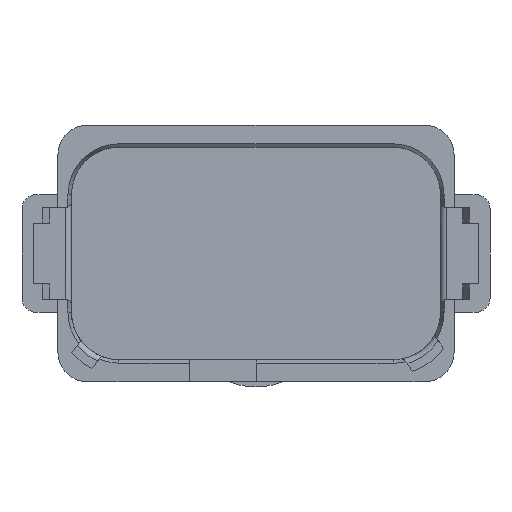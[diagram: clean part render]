
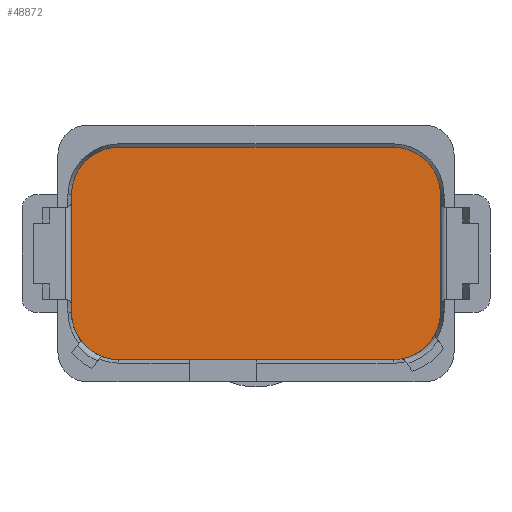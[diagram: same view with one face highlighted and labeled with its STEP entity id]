
A CAD part, front view. The second image highlights one B-rep face of the part: STEP entity #48872.
In plain terms, the highlighted planar face has unit normal (0, -1, 0).
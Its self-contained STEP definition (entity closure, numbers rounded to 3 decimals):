
#17378=CARTESIAN_POINT('',(-11.85,24.5,-5.075));
#17379=DIRECTION('',(0.,-1.,0.));
#17380=DIRECTION('',(-1.,0.,0.));
#17381=AXIS2_PLACEMENT_3D('',#17378,#17379,#17380);
#17383=DIRECTION('',(0.,0.,-1.));
#17384=VECTOR('',#17383,10.15);
#17385=CARTESIAN_POINT('',(-15.95,24.5,5.075));
#17386=LINE('',#17385,#17384);
#17387=CARTESIAN_POINT('',(-11.85,24.5,5.075));
#17388=DIRECTION('',(0.,-1.,0.));
#17389=DIRECTION('',(0.,0.,1.));
#17390=AXIS2_PLACEMENT_3D('',#17387,#17388,#17389);
#17392=DIRECTION('',(-1.,0.,0.));
#17393=VECTOR('',#17392,23.7);
#17394=CARTESIAN_POINT('',(11.85,24.5,9.175));
#17395=LINE('',#17394,#17393);
#17396=CARTESIAN_POINT('',(11.85,24.5,5.075));
#17397=DIRECTION('',(0.,-1.,0.));
#17398=DIRECTION('',(1.,0.,0.));
#17399=AXIS2_PLACEMENT_3D('',#17396,#17397,#17398);
#17401=DIRECTION('',(0.,0.,1.));
#17402=VECTOR('',#17401,10.15);
#17403=CARTESIAN_POINT('',(15.95,24.5,-5.075));
#17404=LINE('',#17403,#17402);
#17405=CARTESIAN_POINT('',(11.85,24.5,-5.075));
#17406=DIRECTION('',(0.,-1.,0.));
#17407=DIRECTION('',(0.,0.,-1.));
#17408=AXIS2_PLACEMENT_3D('',#17405,#17406,#17407);
#17410=DIRECTION('',(1.,0.,0.));
#17411=VECTOR('',#17410,23.7);
#17412=CARTESIAN_POINT('',(-11.85,24.5,-9.175));
#17413=LINE('',#17412,#17411);
#18738=CARTESIAN_POINT('',(-15.95,24.5,-5.075));
#18739=CARTESIAN_POINT('',(-11.85,24.5,-9.175));
#18740=VERTEX_POINT('',#18738);
#18741=VERTEX_POINT('',#18739);
#18742=CARTESIAN_POINT('',(11.85,24.5,-9.175));
#18743=CARTESIAN_POINT('',(15.95,24.5,-5.075));
#18744=VERTEX_POINT('',#18742);
#18745=VERTEX_POINT('',#18743);
#18746=CARTESIAN_POINT('',(15.95,24.5,5.075));
#18747=CARTESIAN_POINT('',(11.85,24.5,9.175));
#18748=VERTEX_POINT('',#18746);
#18749=VERTEX_POINT('',#18747);
#18750=CARTESIAN_POINT('',(-11.85,24.5,9.175));
#18751=CARTESIAN_POINT('',(-15.95,24.5,5.075));
#18752=VERTEX_POINT('',#18750);
#18753=VERTEX_POINT('',#18751);
#48851=CARTESIAN_POINT('',(0.,24.5,0.));
#48852=DIRECTION('',(0.,-1.,0.));
#48853=DIRECTION('',(-1.,0.,0.));
#48854=AXIS2_PLACEMENT_3D('',#48851,#48852,#48853);
#48855=PLANE('',#48854);
#48856=ORIENTED_EDGE('',*,*,#48838,.F.);
#48857=ORIENTED_EDGE('',*,*,#48761,.F.);
#48859=ORIENTED_EDGE('',*,*,#48858,.F.);
#48861=ORIENTED_EDGE('',*,*,#48860,.F.);
#48863=ORIENTED_EDGE('',*,*,#48862,.F.);
#48865=ORIENTED_EDGE('',*,*,#48864,.F.);
#48867=ORIENTED_EDGE('',*,*,#48866,.F.);
#48869=ORIENTED_EDGE('',*,*,#48868,.F.);
#48870=EDGE_LOOP('',(#48856,#48857,#48859,#48861,#48863,#48865,#48867,#48869));
#48871=FACE_OUTER_BOUND('',#48870,.F.);
#48872=ADVANCED_FACE('',(#48871),#48855,.T.);
#17382=CIRCLE('',#17381,4.1);
#17391=CIRCLE('',#17390,4.1);
#17400=CIRCLE('',#17399,4.1);
#17409=CIRCLE('',#17408,4.1);
#48761=EDGE_CURVE('',#18753,#18740,#17386,.T.);
#48838=EDGE_CURVE('',#18740,#18741,#17382,.T.);
#48858=EDGE_CURVE('',#18752,#18753,#17391,.T.);
#48860=EDGE_CURVE('',#18749,#18752,#17395,.T.);
#48862=EDGE_CURVE('',#18748,#18749,#17400,.T.);
#48864=EDGE_CURVE('',#18745,#18748,#17404,.T.);
#48866=EDGE_CURVE('',#18744,#18745,#17409,.T.);
#48868=EDGE_CURVE('',#18741,#18744,#17413,.T.);
